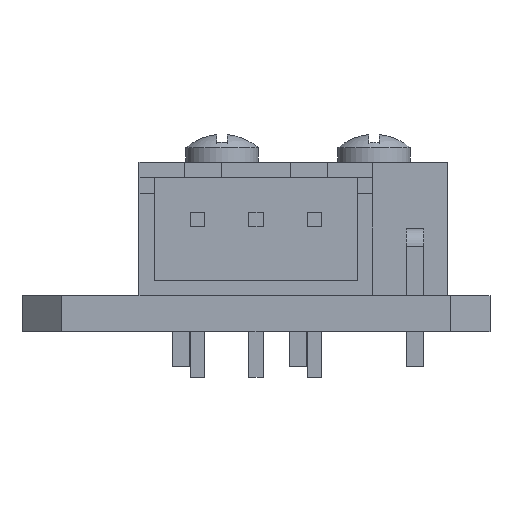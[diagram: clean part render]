
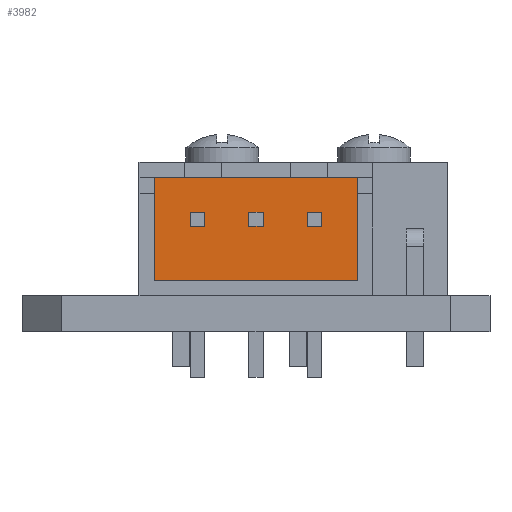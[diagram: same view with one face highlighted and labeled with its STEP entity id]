
A CAD part, left-side view. The second image highlights one B-rep face of the part: STEP entity #3982.
In plain terms, the highlighted face is planar.
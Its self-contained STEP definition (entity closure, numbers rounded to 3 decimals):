
#202=FACE_BOUND('',#508,.T.);
#203=FACE_BOUND('',#509,.T.);
#204=FACE_BOUND('',#510,.T.);
#290=FACE_OUTER_BOUND('',#507,.T.);
#507=EDGE_LOOP('',(#2891,#2892,#2893,#2894));
#508=EDGE_LOOP('',(#2895,#2896,#2897,#2898));
#509=EDGE_LOOP('',(#2899,#2900,#2901,#2902));
#510=EDGE_LOOP('',(#2903,#2904,#2905,#2906));
#744=LINE('',#5670,#1216);
#747=LINE('',#5675,#1219);
#766=LINE('',#5714,#1238);
#769=LINE('',#5719,#1241);
#784=LINE('',#5750,#1256);
#787=LINE('',#5755,#1259);
#793=LINE('',#5769,#1265);
#833=LINE('',#5848,#1305);
#841=LINE('',#5863,#1313);
#844=LINE('',#5868,#1316);
#850=LINE('',#5880,#1322);
#851=LINE('',#5882,#1323);
#853=LINE('',#5886,#1325);
#854=LINE('',#5888,#1326);
#856=LINE('',#5892,#1328);
#857=LINE('',#5894,#1329);
#1216=VECTOR('',#4551,10.);
#1219=VECTOR('',#4556,10.);
#1238=VECTOR('',#4589,10.);
#1241=VECTOR('',#4594,10.);
#1256=VECTOR('',#4619,10.);
#1259=VECTOR('',#4624,10.);
#1265=VECTOR('',#4634,10.);
#1305=VECTOR('',#4696,10.);
#1313=VECTOR('',#4710,10.);
#1316=VECTOR('',#4715,10.);
#1322=VECTOR('',#4731,10.);
#1323=VECTOR('',#4734,10.);
#1325=VECTOR('',#4738,10.);
#1326=VECTOR('',#4741,10.);
#1328=VECTOR('',#4745,10.);
#1329=VECTOR('',#4748,10.);
#1682=VERTEX_POINT('',#5667);
#1683=VERTEX_POINT('',#5669);
#1684=VERTEX_POINT('',#5673);
#1696=VERTEX_POINT('',#5711);
#1697=VERTEX_POINT('',#5713);
#1698=VERTEX_POINT('',#5717);
#1708=VERTEX_POINT('',#5747);
#1709=VERTEX_POINT('',#5749);
#1710=VERTEX_POINT('',#5753);
#1715=VERTEX_POINT('',#5766);
#1716=VERTEX_POINT('',#5768);
#1744=VERTEX_POINT('',#5847);
#1748=VERTEX_POINT('',#5862);
#1750=VERTEX_POINT('',#5878);
#1751=VERTEX_POINT('',#5884);
#1752=VERTEX_POINT('',#5890);
#2086=EDGE_CURVE('',#1683,#1682,#744,.T.);
#2089=EDGE_CURVE('',#1682,#1684,#747,.T.);
#2108=EDGE_CURVE('',#1697,#1696,#766,.T.);
#2111=EDGE_CURVE('',#1696,#1698,#769,.T.);
#2126=EDGE_CURVE('',#1709,#1708,#784,.T.);
#2129=EDGE_CURVE('',#1708,#1710,#787,.T.);
#2135=EDGE_CURVE('',#1716,#1715,#793,.T.);
#2175=EDGE_CURVE('',#1744,#1716,#833,.T.);
#2183=EDGE_CURVE('',#1715,#1748,#841,.T.);
#2186=EDGE_CURVE('',#1748,#1744,#844,.T.);
#2192=EDGE_CURVE('',#1698,#1750,#850,.T.);
#2193=EDGE_CURVE('',#1750,#1697,#851,.T.);
#2195=EDGE_CURVE('',#1684,#1751,#853,.T.);
#2196=EDGE_CURVE('',#1751,#1683,#854,.T.);
#2198=EDGE_CURVE('',#1710,#1752,#856,.T.);
#2199=EDGE_CURVE('',#1752,#1709,#857,.T.);
#2891=ORIENTED_EDGE('',*,*,#2175,.T.);
#2892=ORIENTED_EDGE('',*,*,#2135,.T.);
#2893=ORIENTED_EDGE('',*,*,#2183,.T.);
#2894=ORIENTED_EDGE('',*,*,#2186,.T.);
#2895=ORIENTED_EDGE('',*,*,#2199,.T.);
#2896=ORIENTED_EDGE('',*,*,#2126,.T.);
#2897=ORIENTED_EDGE('',*,*,#2129,.T.);
#2898=ORIENTED_EDGE('',*,*,#2198,.T.);
#2899=ORIENTED_EDGE('',*,*,#2196,.T.);
#2900=ORIENTED_EDGE('',*,*,#2086,.T.);
#2901=ORIENTED_EDGE('',*,*,#2089,.T.);
#2902=ORIENTED_EDGE('',*,*,#2195,.T.);
#2903=ORIENTED_EDGE('',*,*,#2193,.T.);
#2904=ORIENTED_EDGE('',*,*,#2108,.T.);
#2905=ORIENTED_EDGE('',*,*,#2111,.T.);
#2906=ORIENTED_EDGE('',*,*,#2192,.T.);
#3794=PLANE('',#4236);
#3982=ADVANCED_FACE('',(#290,#202,#203,#204),#3794,.T.);
#4236=AXIS2_PLACEMENT_3D('',#5895,#4749,#4750);
#4551=DIRECTION('',(0.,-1.,0.));
#4556=DIRECTION('',(-1.,0.,0.));
#4589=DIRECTION('',(0.,-1.,0.));
#4594=DIRECTION('',(-1.,0.,0.));
#4619=DIRECTION('',(0.,-1.,0.));
#4624=DIRECTION('',(-1.,0.,0.));
#4634=DIRECTION('',(0.,1.,0.));
#4696=DIRECTION('',(1.,0.,0.));
#4710=DIRECTION('',(-1.,0.,0.));
#4715=DIRECTION('',(0.,-1.,0.));
#4731=DIRECTION('',(0.,1.,0.));
#4734=DIRECTION('',(1.,0.,0.));
#4738=DIRECTION('',(0.,1.,0.));
#4741=DIRECTION('',(1.,0.,0.));
#4745=DIRECTION('',(0.,1.,0.));
#4748=DIRECTION('',(1.,0.,0.));
#4749=DIRECTION('center_axis',(0.,0.,1.));
#4750=DIRECTION('ref_axis',(1.,0.,0.));
#5667=CARTESIAN_POINT('',(-12.054,0.496,1.6));
#5669=CARTESIAN_POINT('',(-12.054,1.096,1.6));
#5670=CARTESIAN_POINT('',(-12.054,1.096,1.6));
#5673=CARTESIAN_POINT('',(-12.654,0.496,1.6));
#5675=CARTESIAN_POINT('',(-12.054,0.496,1.6));
#5711=CARTESIAN_POINT('',(-12.054,2.996,1.6));
#5713=CARTESIAN_POINT('',(-12.054,3.596,1.6));
#5714=CARTESIAN_POINT('',(-12.054,3.596,1.6));
#5717=CARTESIAN_POINT('',(-12.654,2.996,1.6));
#5719=CARTESIAN_POINT('',(-12.054,2.996,1.6));
#5747=CARTESIAN_POINT('',(-12.054,5.496,1.6));
#5749=CARTESIAN_POINT('',(-12.054,6.096,1.6));
#5750=CARTESIAN_POINT('',(-12.054,6.096,1.6));
#5753=CARTESIAN_POINT('',(-12.654,5.496,1.6));
#5755=CARTESIAN_POINT('',(-12.054,5.496,1.6));
#5766=CARTESIAN_POINT('',(-10.554,7.646,1.6));
#5768=CARTESIAN_POINT('',(-10.554,-1.054,1.6));
#5769=CARTESIAN_POINT('',(-10.554,7.646,1.6));
#5847=CARTESIAN_POINT('',(-14.954,-1.054,1.6));
#5848=CARTESIAN_POINT('',(-10.554,-1.054,1.6));
#5862=CARTESIAN_POINT('',(-14.954,7.646,1.6));
#5863=CARTESIAN_POINT('',(-14.954,7.646,1.6));
#5868=CARTESIAN_POINT('',(-14.954,-1.054,1.6));
#5878=CARTESIAN_POINT('',(-12.654,3.596,1.6));
#5880=CARTESIAN_POINT('',(-12.654,2.996,1.6));
#5882=CARTESIAN_POINT('',(-12.654,3.596,1.6));
#5884=CARTESIAN_POINT('',(-12.654,1.096,1.6));
#5886=CARTESIAN_POINT('',(-12.654,0.496,1.6));
#5888=CARTESIAN_POINT('',(-12.654,1.096,1.6));
#5890=CARTESIAN_POINT('',(-12.654,6.096,1.6));
#5892=CARTESIAN_POINT('',(-12.654,5.496,1.6));
#5894=CARTESIAN_POINT('',(-12.654,6.096,1.6));
#5895=CARTESIAN_POINT('Origin',(-12.754,3.296,1.6));
